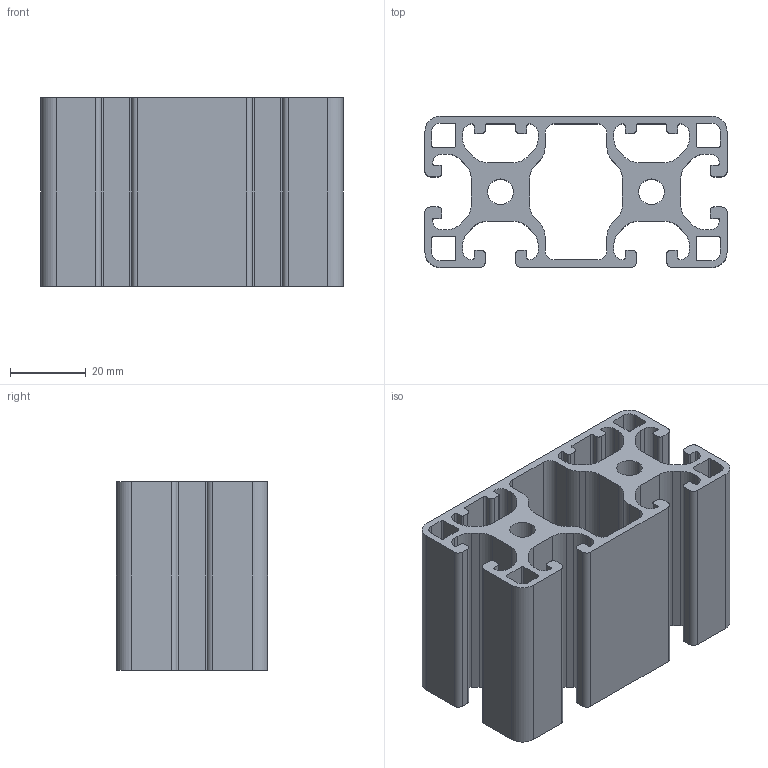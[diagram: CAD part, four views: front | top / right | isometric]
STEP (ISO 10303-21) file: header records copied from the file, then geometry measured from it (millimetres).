
FILE_DESCRIPTION (( 'STEP AP214' ), '1' );
FILE_NAME ('BASE08E0154-Profilé 8 80x40 2N léger.step', '2023-03-24T09:42:18', ( 'Altae' ), ( '' ), 'SwSTEP 2.0', 'SolidWorks 2021', '' );
FILE_SCHEMA (( 'AUTOMOTIVE_DESIGN' ));
Length unit declared in the file: millimetre
Products named in the file (1): BASE08E0154-Profilé 8 80x40 2N léger
Bounding box: 80 x 40 x 50 mm (x, y, z)
Volume: 58945.8 mm3; surface area: 41732.7 mm2
Topology: 1 solids, 1 shells, 234 faces, 696 edges, 464 vertices
Faces by surface type: cylinder 120, plane 114
Entity records: 7990 total; most frequent: DIRECTION 1406, CARTESIAN_POINT 1395, ORIENTED_EDGE 1392, EDGE_CURVE 696, AXIS2_PLACEMENT_3D 475, VERTEX_POINT 464, LINE 456, VECTOR 456
